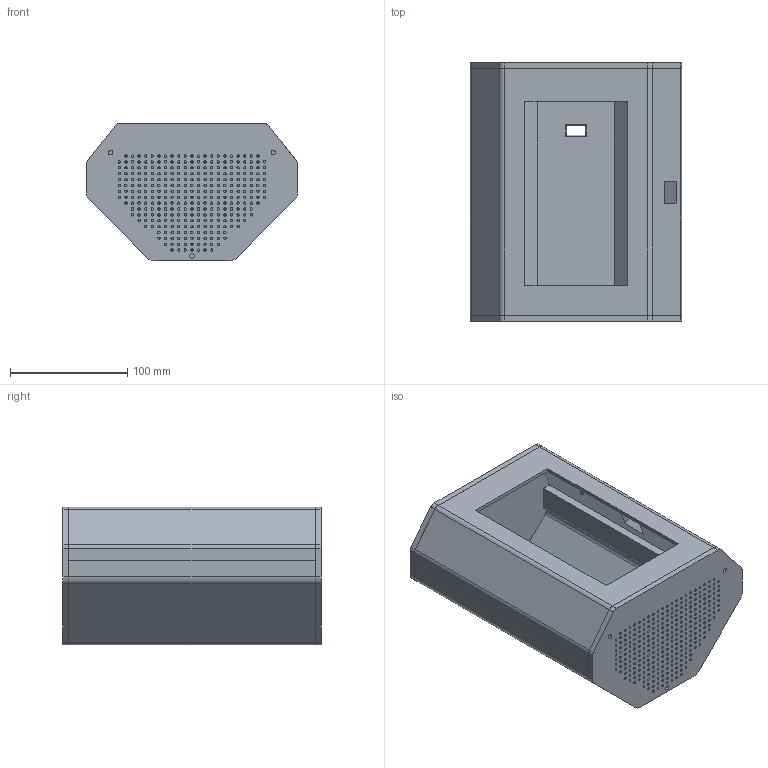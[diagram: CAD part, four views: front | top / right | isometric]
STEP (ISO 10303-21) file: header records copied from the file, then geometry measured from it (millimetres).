
FILE_DESCRIPTION((''),'2;1');
FILE_NAME('RENDER_ASM','2025-05-30T23:35:49',('marti'),(''),'CREO PARAMETRIC BY PTC INC, 2024063','CREO PARAMETRIC BY PTC INC, 2024063','');
FILE_SCHEMA(('CONFIG_CONTROL_DESIGN'));
Length unit declared in the file: millimetre
Products named in the file (5): BASE_TRASERA; SOPORT_BASE_INFERIOR; BASE; SOPORT_BASE_SUPERIOR; RENDER_ASM
Assembly tree (4 placements, depth 2):
  RENDER_ASM
    BASE_TRASERA
    SOPORT_BASE_INFERIOR
    BASE
    SOPORT_BASE_SUPERIOR
Bounding box: 180.06 x 220 x 117.36 mm (x, y, z)
Volume: 1064680.4 mm3; surface area: 321732.1 mm2
Topology: 4 solids, 4 shells, 827 faces, 2414 edges, 1596 vertices
Faces by surface type: cylinder 692, plane 135
Entity records: 29581 total; most frequent: DIRECTION 5446, CARTESIAN_POINT 4930, ORIENTED_EDGE 4828, EDGE_CURVE 2414, AXIS2_PLACEMENT_3D 2204, VERTEX_POINT 1596, EDGE_LOOP 1472, CIRCLE 1368
